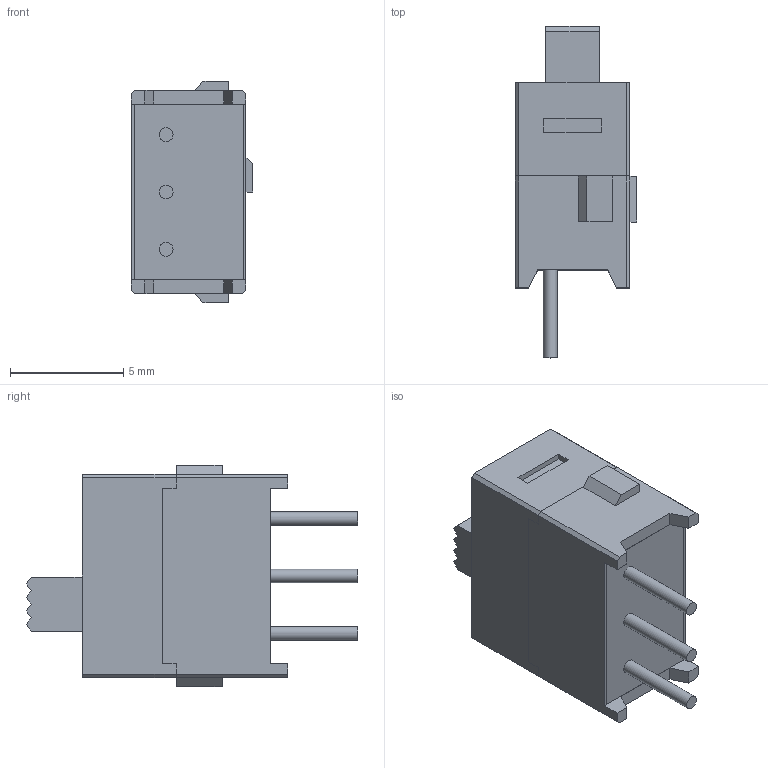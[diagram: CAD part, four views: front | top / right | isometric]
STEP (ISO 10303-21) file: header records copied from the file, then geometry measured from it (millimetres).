
FILE_DESCRIPTION(/* description */ ('STEP AP214'),/* implementation_level */ '2;1');
FILE_NAME(/* name */ 'AS13AP',/* time_stamp */ '2024-05-18T20:40:17+02:00',/* author */ ('License CC BY-ND 4.0'),/* organization */ ('CADENAS'),/* preprocessor_version */ 'ST-DEVELOPER v19.3',/* originating_system */ 'PARTsolutions',/* authorisation */ ' ');
FILE_SCHEMA (('AUTOMOTIVE_DESIGN {1 0 10303 214 3 1 1}'));
Length unit declared in the file: inch
Products named in the file (5): AS13AP; AS13APbody12; AS13APbody1; AS13APalong; AS13APp
Assembly tree (4 placements, depth 2):
  AS13AP
    AS13APbody12
    AS13APbody1
    AS13APalong
    AS13APp
Bounding box: 5.38 x 14.68 x 9.8 mm (x, y, z)
Volume: 397 mm3; surface area: 614.8 mm2
Topology: 4 solids, 4 shells, 101 faces, 261 edges, 175 vertices
Faces by surface type: plane 98, cylinder 3
Full cylindrical faces by diameter (mm): 0.61 x3
Entity records: 3115 total; most frequent: CARTESIAN_POINT 533, ORIENTED_EDGE 510, DIRECTION 473, EDGE_CURVE 255, LINE 249, VECTOR 249, VERTEX_POINT 172, AXIS2_PLACEMENT_3D 112
